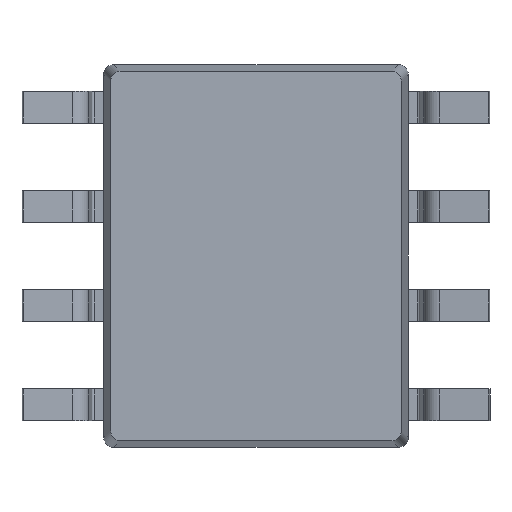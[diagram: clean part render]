
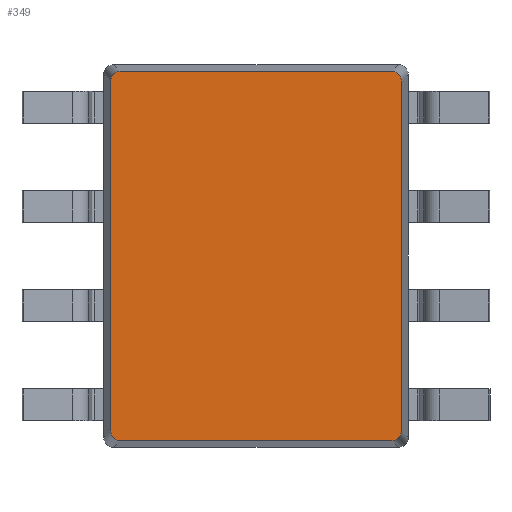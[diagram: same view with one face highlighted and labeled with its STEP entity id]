
A CAD part, front view. The second image highlights one B-rep face of the part: STEP entity #349.
In plain terms, the highlighted planar face has unit normal (0, -1, 0).
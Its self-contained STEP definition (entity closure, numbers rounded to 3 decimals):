
#213 = LINE ( 'NONE', #2465, #3084 ) ;
#218 = ORIENTED_EDGE ( 'NONE', *, *, #3762, .T. ) ;
#250 = CARTESIAN_POINT ( 'NONE',  ( 1.737, 0.254, 2.365 ) ) ;
#349 = ADVANCED_FACE ( 'NONE', ( #1111 ), #4631, .T. ) ;
#484 = LINE ( 'NONE', #3019, #3971 ) ;
#522 = CARTESIAN_POINT ( 'NONE',  ( -1.863, 0.254, -2.239 ) ) ;
#615 = CARTESIAN_POINT ( 'NONE',  ( -1.863, 0.254, 0. ) ) ;
#627 = CARTESIAN_POINT ( 'NONE',  ( 1.737, 0.254, -2.365 ) ) ;
#655 = ORIENTED_EDGE ( 'NONE', *, *, #1262, .T. ) ;
#753 = CARTESIAN_POINT ( 'NONE',  ( 1.737, 0.254, 2.365 ) ) ;
#810 = EDGE_CURVE ( 'NONE', #2491, #2704, #3682, .T. ) ;
#820 =( BOUNDED_CURVE ( )  B_SPLINE_CURVE ( 3, ( #3419, #3783, #3402, #4193 ),
 .UNSPECIFIED., .F., .T. ) 
 B_SPLINE_CURVE_WITH_KNOTS ( ( 4, 4 ),
 ( 5.506, 7.06 ),
 .UNSPECIFIED. ) 
 CURVE ( )  GEOMETRIC_REPRESENTATION_ITEM ( )  RATIONAL_B_SPLINE_CURVE ( ( 1., 0.809, 0.809, 1. ) ) 
 REPRESENTATION_ITEM ( '' )  );
#829 = ORIENTED_EDGE ( 'NONE', *, *, #1680, .T. ) ;
#843 = DIRECTION ( 'NONE',  ( 0., 0., 1. ) ) ;
#939 = EDGE_CURVE ( 'NONE', #3265, #2586, #2018, .T. ) ;
#964 =( BOUNDED_CURVE ( )  B_SPLINE_CURVE ( 3, ( #1489, #1129, #4658, #1483 ),
 .UNSPECIFIED., .F., .F. ) 
 B_SPLINE_CURVE_WITH_KNOTS ( ( 4, 4 ),
 ( 5.506, 7.06 ),
 .UNSPECIFIED. ) 
 CURVE ( )  GEOMETRIC_REPRESENTATION_ITEM ( )  RATIONAL_B_SPLINE_CURVE ( ( 1., 0.809, 0.809, 1. ) ) 
 REPRESENTATION_ITEM ( '' )  );
#982 = CARTESIAN_POINT ( 'NONE',  ( 1.811, 0.254, -2.365 ) ) ;
#997 = CARTESIAN_POINT ( 'NONE',  ( 1.863, 0.254, -2.239 ) ) ;
#1010 = DIRECTION ( 'NONE',  ( 0., 0., -1. ) ) ;
#1111 = FACE_OUTER_BOUND ( 'NONE', #4169, .T. ) ;
#1129 = CARTESIAN_POINT ( 'NONE',  ( -1.863, 0.254, -2.313 ) ) ;
#1132 = CARTESIAN_POINT ( 'NONE',  ( 1.863, 0.254, 2.239 ) ) ;
#1262 = EDGE_CURVE ( 'NONE', #2586, #3128, #4426, .T. ) ;
#1357 = CARTESIAN_POINT ( 'NONE',  ( 1.863, 0.254, -2.313 ) ) ;
#1483 = CARTESIAN_POINT ( 'NONE',  ( -1.737, 0.254, -2.365 ) ) ;
#1489 = CARTESIAN_POINT ( 'NONE',  ( -1.863, 0.254, -2.239 ) ) ;
#1535 = EDGE_CURVE ( 'NONE', #2094, #3747, #484, .T. ) ;
#1680 = EDGE_CURVE ( 'NONE', #3747, #2491, #820, .T. ) ;
#1807 = CARTESIAN_POINT ( 'NONE',  ( -1.863, 0.254, 2.239 ) ) ;
#2018 =( BOUNDED_CURVE ( )  B_SPLINE_CURVE ( 3, ( #627, #982, #1357, #997 ),
 .UNSPECIFIED., .F., .T. ) 
 B_SPLINE_CURVE_WITH_KNOTS ( ( 4, 4 ),
 ( 5.506, 7.06 ),
 .UNSPECIFIED. ) 
 CURVE ( )  GEOMETRIC_REPRESENTATION_ITEM ( )  RATIONAL_B_SPLINE_CURVE ( ( 1., 0.809, 0.809, 1. ) ) 
 REPRESENTATION_ITEM ( '' )  );
#2067 = CARTESIAN_POINT ( 'NONE',  ( -1.737, 0.254, -2.365 ) ) ;
#2094 = VERTEX_POINT ( 'NONE', #753 ) ;
#2464 = AXIS2_PLACEMENT_3D ( 'NONE', #2511, #2915, #3288 ) ;
#2465 = CARTESIAN_POINT ( 'NONE',  ( 0., 0.254, -2.365 ) ) ;
#2482 = ORIENTED_EDGE ( 'NONE', *, *, #1535, .T. ) ;
#2491 = VERTEX_POINT ( 'NONE', #1807 ) ;
#2511 = CARTESIAN_POINT ( 'NONE',  ( 0., 0.254, 0. ) ) ;
#2586 = VERTEX_POINT ( 'NONE', #3779 ) ;
#2704 = VERTEX_POINT ( 'NONE', #522 ) ;
#2749 = CARTESIAN_POINT ( 'NONE',  ( 1.811, 0.254, 2.365 ) ) ;
#2755 = EDGE_CURVE ( 'NONE', #2831, #3265, #213, .T. ) ;
#2768 = CARTESIAN_POINT ( 'NONE',  ( 1.863, 0.254, 2.239 ) ) ;
#2831 = VERTEX_POINT ( 'NONE', #2067 ) ;
#2915 = DIRECTION ( 'NONE',  ( 0., -1., 0. ) ) ;
#2924 = ORIENTED_EDGE ( 'NONE', *, *, #2755, .T. ) ;
#3019 = CARTESIAN_POINT ( 'NONE',  ( 0., 0.254, 2.365 ) ) ;
#3084 = VECTOR ( 'NONE', #3857, 1000. ) ;
#3128 = VERTEX_POINT ( 'NONE', #1132 ) ;
#3139 = ORIENTED_EDGE ( 'NONE', *, *, #939, .T. ) ;
#3237 = VECTOR ( 'NONE', #843, 1000. ) ;
#3265 = VERTEX_POINT ( 'NONE', #4246 ) ;
#3288 = DIRECTION ( 'NONE',  ( 0., 0., -1. ) ) ;
#3354 = DIRECTION ( 'NONE',  ( -1., 0., 0. ) ) ;
#3396 = ORIENTED_EDGE ( 'NONE', *, *, #4106, .T. ) ;
#3402 = CARTESIAN_POINT ( 'NONE',  ( -1.863, 0.254, 2.313 ) ) ;
#3406 = CARTESIAN_POINT ( 'NONE',  ( 1.863, 0.254, 2.313 ) ) ;
#3419 = CARTESIAN_POINT ( 'NONE',  ( -1.737, 0.254, 2.365 ) ) ;
#3443 = VECTOR ( 'NONE', #1010, 1000. ) ;
#3682 = LINE ( 'NONE', #615, #3443 ) ;
#3747 = VERTEX_POINT ( 'NONE', #4674 ) ;
#3762 = EDGE_CURVE ( 'NONE', #2704, #2831, #964, .T. ) ;
#3779 = CARTESIAN_POINT ( 'NONE',  ( 1.863, 0.254, -2.239 ) ) ;
#3783 = CARTESIAN_POINT ( 'NONE',  ( -1.811, 0.254, 2.365 ) ) ;
#3857 = DIRECTION ( 'NONE',  ( 1., 0., 0. ) ) ;
#3891 = ORIENTED_EDGE ( 'NONE', *, *, #810, .T. ) ;
#3971 = VECTOR ( 'NONE', #3354, 1000. ) ;
#4106 = EDGE_CURVE ( 'NONE', #3128, #2094, #4238, .T. ) ;
#4115 = CARTESIAN_POINT ( 'NONE',  ( 1.863, 0.254, 0. ) ) ;
#4169 = EDGE_LOOP ( 'NONE', ( #2482, #829, #3891, #218, #2924, #3139, #655, #3396 ) ) ;
#4193 = CARTESIAN_POINT ( 'NONE',  ( -1.863, 0.254, 2.239 ) ) ;
#4238 =( BOUNDED_CURVE ( )  B_SPLINE_CURVE ( 3, ( #2768, #3406, #2749, #250 ),
 .UNSPECIFIED., .F., .F. ) 
 B_SPLINE_CURVE_WITH_KNOTS ( ( 4, 4 ),
 ( 5.506, 7.06 ),
 .UNSPECIFIED. ) 
 CURVE ( )  GEOMETRIC_REPRESENTATION_ITEM ( )  RATIONAL_B_SPLINE_CURVE ( ( 1., 0.809, 0.809, 1. ) ) 
 REPRESENTATION_ITEM ( '' )  );
#4246 = CARTESIAN_POINT ( 'NONE',  ( 1.737, 0.254, -2.365 ) ) ;
#4426 = LINE ( 'NONE', #4115, #3237 ) ;
#4631 = PLANE ( 'NONE',  #2464 ) ;
#4658 = CARTESIAN_POINT ( 'NONE',  ( -1.811, 0.254, -2.365 ) ) ;
#4674 = CARTESIAN_POINT ( 'NONE',  ( -1.737, 0.254, 2.365 ) ) ;
